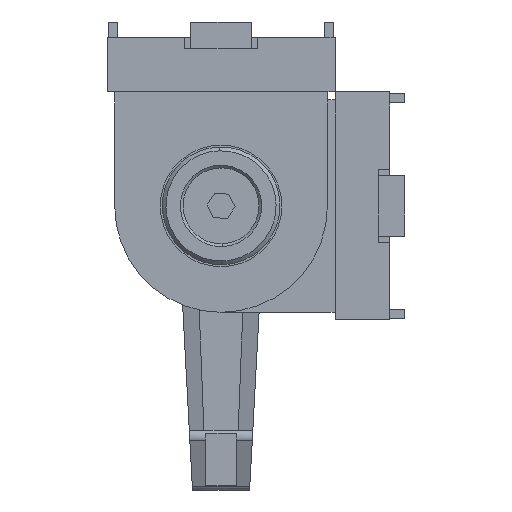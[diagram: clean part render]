
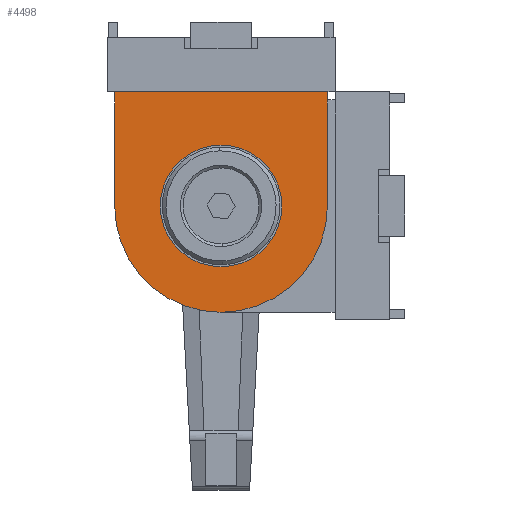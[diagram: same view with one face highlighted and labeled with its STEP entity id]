
A CAD part, left-side view. The second image highlights one B-rep face of the part: STEP entity #4498.
In plain terms, the highlighted face is planar.
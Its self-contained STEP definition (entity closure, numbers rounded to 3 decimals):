
#4 = ORIENTED_EDGE ( 'NONE', *, *, #5592, .T. ) ;
#52 = LINE ( 'NONE', #4191, #2654 ) ;
#176 = DIRECTION ( 'NONE',  ( 0., 0., -1. ) ) ;
#320 = DIRECTION ( 'NONE',  ( 0., 1., 0. ) ) ;
#329 = EDGE_LOOP ( 'NONE', ( #1875, #2610 ) ) ;
#370 = CARTESIAN_POINT ( 'NONE',  ( 14.5, 22.2, -8. ) ) ;
#454 = VECTOR ( 'NONE', #3533, 1000. ) ;
#522 = EDGE_CURVE ( 'NONE', #875, #1229, #5566, .T. ) ;
#661 = DIRECTION ( 'NONE',  ( 0., 0., -1. ) ) ;
#681 = CARTESIAN_POINT ( 'NONE',  ( 14.5, 22.2, 0. ) ) ;
#875 = VERTEX_POINT ( 'NONE', #3516 ) ;
#1229 = VERTEX_POINT ( 'NONE', #6521 ) ;
#1302 = CIRCLE ( 'NONE', #4238, 14. ) ;
#1474 = AXIS2_PLACEMENT_3D ( 'NONE', #681, #3205, #2186 ) ;
#1694 = VERTEX_POINT ( 'NONE', #1720 ) ;
#1714 = CARTESIAN_POINT ( 'NONE',  ( 14.5, 22.2, 0. ) ) ;
#1720 = CARTESIAN_POINT ( 'NONE',  ( 14.5, 7.2, -14. ) ) ;
#1875 = ORIENTED_EDGE ( 'NONE', *, *, #3859, .F. ) ;
#1920 = VERTEX_POINT ( 'NONE', #3898 ) ;
#2056 = ORIENTED_EDGE ( 'NONE', *, *, #3983, .T. ) ;
#2078 = CARTESIAN_POINT ( 'NONE',  ( 14.5, 22.2, 0. ) ) ;
#2116 = DIRECTION ( 'NONE',  ( 0., 0., -1. ) ) ;
#2186 = DIRECTION ( 'NONE',  ( 0., 0., -1. ) ) ;
#2198 = DIRECTION ( 'NONE',  ( 1., 0., 0. ) ) ;
#2610 = ORIENTED_EDGE ( 'NONE', *, *, #5492, .F. ) ;
#2630 = ORIENTED_EDGE ( 'NONE', *, *, #522, .T. ) ;
#2654 = VECTOR ( 'NONE', #2116, 1000. ) ;
#2718 = CARTESIAN_POINT ( 'NONE',  ( 14.5, 22.2, -14. ) ) ;
#3205 = DIRECTION ( 'NONE',  ( 1., 0., 0. ) ) ;
#3236 = VERTEX_POINT ( 'NONE', #2718 ) ;
#3516 = CARTESIAN_POINT ( 'NONE',  ( 14.5, 22.2, 14. ) ) ;
#3533 = DIRECTION ( 'NONE',  ( 0., -1., 0. ) ) ;
#3688 = EDGE_LOOP ( 'NONE', ( #2630, #5706, #4, #2056 ) ) ;
#3745 = LINE ( 'NONE', #4383, #4325 ) ;
#3859 = EDGE_CURVE ( 'NONE', #4417, #1920, #4332, .T. ) ;
#3898 = CARTESIAN_POINT ( 'NONE',  ( 14.5, 22.2, 8. ) ) ;
#3983 = EDGE_CURVE ( 'NONE', #3236, #875, #1302, .T. ) ;
#4084 = FACE_BOUND ( 'NONE', #329, .T. ) ;
#4191 = CARTESIAN_POINT ( 'NONE',  ( 14.5, 7.2, 14. ) ) ;
#4238 = AXIS2_PLACEMENT_3D ( 'NONE', #2078, #2198, #6249 ) ;
#4325 = VECTOR ( 'NONE', #320, 1000. ) ;
#4332 = CIRCLE ( 'NONE', #5233, 8. ) ;
#4383 = CARTESIAN_POINT ( 'NONE',  ( 14.5, 7.2, -14. ) ) ;
#4417 = VERTEX_POINT ( 'NONE', #370 ) ;
#4487 = PLANE ( 'NONE',  #1474 ) ;
#4498 = ADVANCED_FACE ( 'NONE', ( #4084, #5098 ), #4487, .T. ) ;
#4894 = DIRECTION ( 'NONE',  ( 1., 0., 0. ) ) ;
#5098 = FACE_OUTER_BOUND ( 'NONE', #3688, .T. ) ;
#5134 = DIRECTION ( 'NONE',  ( 1., 0., 0. ) ) ;
#5233 = AXIS2_PLACEMENT_3D ( 'NONE', #1714, #4894, #661 ) ;
#5492 = EDGE_CURVE ( 'NONE', #1920, #4417, #5749, .T. ) ;
#5566 = LINE ( 'NONE', #6143, #454 ) ;
#5586 = AXIS2_PLACEMENT_3D ( 'NONE', #5800, #5134, #176 ) ;
#5592 = EDGE_CURVE ( 'NONE', #1694, #3236, #3745, .T. ) ;
#5706 = ORIENTED_EDGE ( 'NONE', *, *, #6402, .T. ) ;
#5749 = CIRCLE ( 'NONE', #5586, 8. ) ;
#5800 = CARTESIAN_POINT ( 'NONE',  ( 14.5, 22.2, 0. ) ) ;
#6143 = CARTESIAN_POINT ( 'NONE',  ( 14.5, 7.2, 14. ) ) ;
#6249 = DIRECTION ( 'NONE',  ( 0., 0., -1. ) ) ;
#6402 = EDGE_CURVE ( 'NONE', #1229, #1694, #52, .T. ) ;
#6521 = CARTESIAN_POINT ( 'NONE',  ( 14.5, 7.2, 14. ) ) ;
